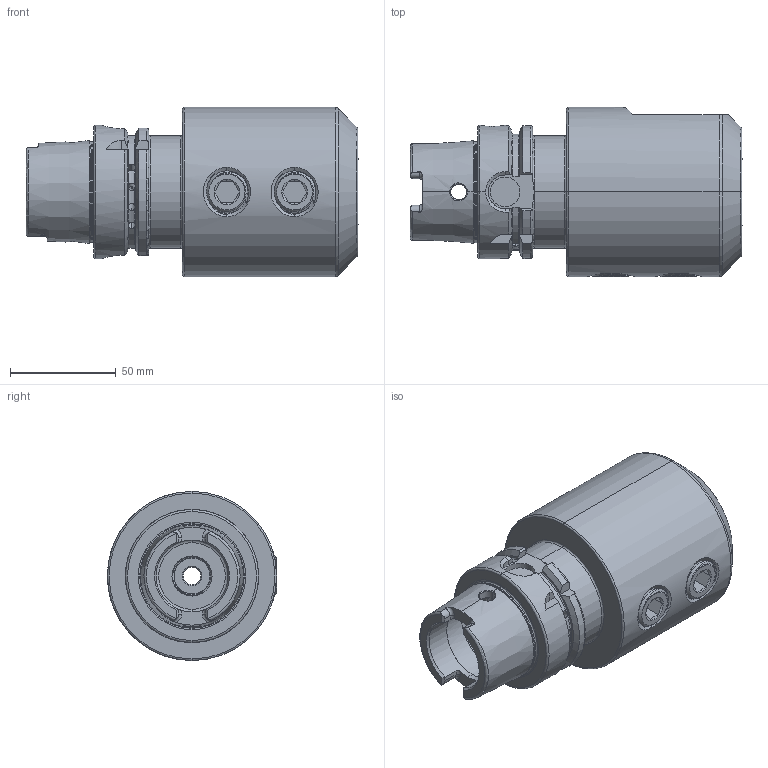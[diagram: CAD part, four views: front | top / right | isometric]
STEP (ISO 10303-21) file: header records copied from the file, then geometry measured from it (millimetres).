
FILE_DESCRIPTION (( 'STEP AP203' ), '1' );
FILE_NAME ('A63.04.40.K.STEP', '2016-09-05T05:43:30', ( '' ), ( '' ), 'SwSTEP 2.0', 'SolidWorks 2012', '' );
FILE_SCHEMA (( 'CONFIG_CONTROL_DESIGN' ));
Products named in the file (3): A63.04.40.K; 側固40_M20x2_25L
Assembly tree (3 placements, depth 2):
  A63.04.40.K
    A63.04.40.K
    側固40_M20x2_25L  x2
Bounding box: 157 x 80 x 80 mm (x, y, z)
Volume: 407548.8 mm3; surface area: 73375.8 mm2
Topology: 3 solids, 3 shells, 445 faces, 1215 edges, 772 vertices
Faces by surface type: cylinder 192, plane 97, torus 57, cone 57, bspline 42
Entity records: 44082 total; most frequent: CARTESIAN_POINT 34762, ORIENTED_EDGE 2166, DIRECTION 1591, EDGE_CURVE 1083, VERTEX_POINT 695, AXIS2_PLACEMENT_3D 637, EDGE_LOOP 418, FACE_OUTER_BOUND 400
